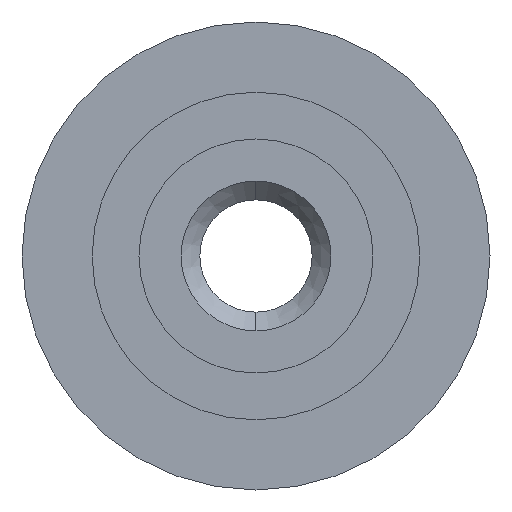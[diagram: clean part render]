
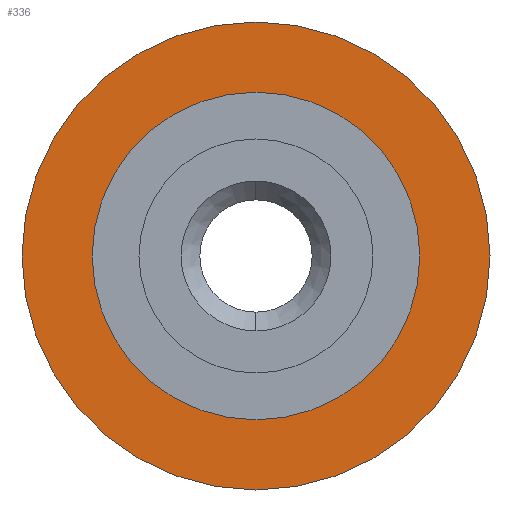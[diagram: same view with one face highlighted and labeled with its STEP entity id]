
A CAD part, left-side view. The second image highlights one B-rep face of the part: STEP entity #336.
In plain terms, the highlighted planar face has unit normal (-1, 0, 0).
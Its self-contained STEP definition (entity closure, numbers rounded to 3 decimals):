
#247=CARTESIAN_POINT('POINT17',(28.448,0.,
   -6.35));
#248=VERTEX_POINT('VERTEX17',#247);
#255=CARTESIAN_POINT('POINT18',(28.448,0.,
   6.35));
#256=VERTEX_POINT('VERTEX18',#255);
#257=CARTESIAN_POINT('POS25',(28.448,0.,0.)
   );
#258=DIRECTION('DIR40',(-1.,0.,0.));
#259=DIRECTION('DIR41',(0.,0.,-1.));
#260=AXIS2_PLACEMENT_3D('AXIS16',#257,#258,#259);
#261=CIRCLE('ELLIPSE9',#260,6.35);
#262=EDGE_CURVE('EDGE26',#256,#248,#261,.T.);
#282=EDGE_CURVE('EDGE28',#248,#256,#261,.T.);
#312=CARTESIAN_POINT('POINT21',(28.448,0.,
   -4.445));
#313=VERTEX_POINT('VERTEX21',#312);
#314=CARTESIAN_POINT('POINT22',(28.448,0.,
   4.445));
#315=VERTEX_POINT('VERTEX22',#314);
#316=CARTESIAN_POINT('POS30',(28.448,0.,0.)
   );
#317=DIRECTION('DIR49',(-1.,0.,0.));
#318=DIRECTION('DIR50',(0.,0.,-1.));
#319=AXIS2_PLACEMENT_3D('AXIS20',#316,#317,#318);
#320=CIRCLE('ELLIPSE11',#319,4.445);
#321=EDGE_CURVE('EDGE31',#313,#315,#320,.T.);
#322=ORIENTED_EDGE('COEDGE57',*,*,#321,.F.);
#323=EDGE_CURVE('EDGE32',#315,#313,#320,.T.);
#324=ORIENTED_EDGE('COEDGE58',*,*,#323,.F.);
#325=EDGE_LOOP('NONE',(#322,#324));
#326=FACE_BOUND('LOOP1',#325,.T.);
#327=ORIENTED_EDGE('COEDGE59',*,*,#282,.T.);
#328=ORIENTED_EDGE('COEDGE60',*,*,#262,.T.);
#329=EDGE_LOOP('NONE',(#327,#328));
#330=FACE_BOUND('LOOP1',#329,.T.);
#331=CARTESIAN_POINT('POS31',(28.448,0.,
   -5.398));
#332=DIRECTION('DIR51',(-1.,0.,0.));
#333=DIRECTION('DIR52',(0.,1.,0.));
#334=AXIS2_PLACEMENT_3D('AXIS21',#331,#332,#333);
#335=PLANE('PLANE5',#334);
#336=ADVANCED_FACE('FACE15',(#326,#330),#335,.T.);
